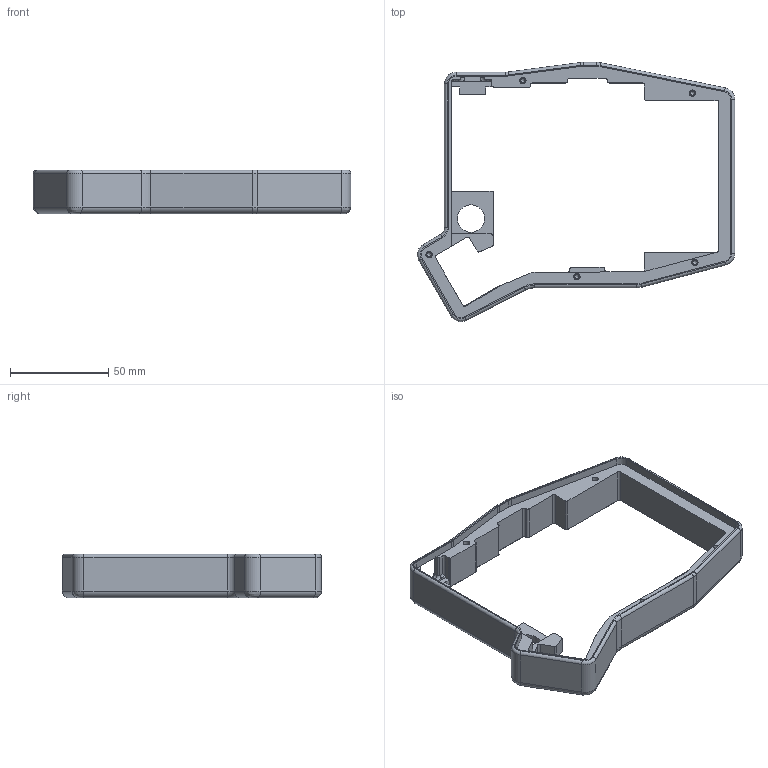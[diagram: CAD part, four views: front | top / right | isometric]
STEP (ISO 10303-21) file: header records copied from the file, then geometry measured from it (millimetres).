
FILE_DESCRIPTION(/* description */ (''),/* implementation_level */ '2;1');
FILE_NAME(/* name */ 'Tempest Top.step',/* time_stamp */ '2023-07-22T11:20:05-04:00',/* author */ (''),/* organization */ (''),/* preprocessor_version */ 'ST-DEVELOPER v19.2',/* originating_system */ 'Autodesk Translation Framework v12.6.0.85',/* authorisation */ '');
FILE_SCHEMA (('AUTOMOTIVE_DESIGN { 1 0 10303 214 3 1 1 }'));
Length unit declared in the file: millimetre
Products named in the file (1): Pehmis Modded
Bounding box: 161.65 x 132.03 x 22.3 mm (x, y, z)
Volume: 71549.6 mm3; surface area: 31070.1 mm2
Topology: 1 solids, 1 shells, 271 faces, 681 edges, 417 vertices
Faces by surface type: plane 114, cylinder 98, cone 29, torus 23, bspline 7
Full cylindrical faces by diameter (mm): 2.2 x5, 3.2 x5, 14 x1
Entity records: 8208 total; most frequent: CARTESIAN_POINT 1549, DIRECTION 1449, ORIENTED_EDGE 1352, EDGE_CURVE 676, AXIS2_PLACEMENT_3D 515, LINE 419, VECTOR 419, VERTEX_POINT 417
